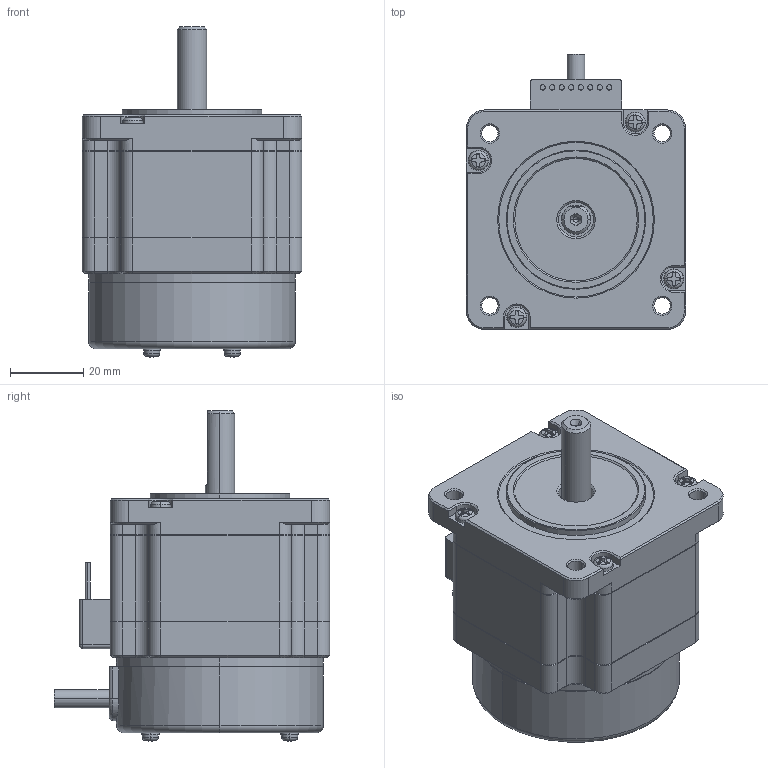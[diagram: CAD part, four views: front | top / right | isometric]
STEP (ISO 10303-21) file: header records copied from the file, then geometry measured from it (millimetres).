
FILE_DESCRIPTION(('Creo Elements/Direct Modeling STEP Export'),'2;1');
FILE_NAME('TSP2601N1001.stp','2014-09-10T16:49:03',(''),(''),'Creo Elements/Direct Modeling STEP processor for AP203 (Solid Model)','Creo Elements/Direct Modeling 17.0F 20-Aug-2012 (C) Parametric Technology GmbH','');
FILE_SCHEMA(('CONFIG_CONTROL_DESIGN'));
Length unit declared in the file: millimetre
Products named in the file (1): Skin_Group1
Bounding box: 60 x 75.3 x 90.27 mm (x, y, z)
Volume: 196575.9 mm3; surface area: 23336.3 mm2
Topology: 1 solids, 1 shells, 474 faces, 1193 edges, 747 vertices
Faces by surface type: plane 202, cylinder 151, cone 92, torus 15, sphere 14
Entity records: 17760 total; most frequent: CARTESIAN_POINT 2659, ORIENTED_EDGE 2378, DIRECTION 2356, EDGE_CURVE 1189, AXIS2_PLACEMENT_3D 857, VERTEX_POINT 747, VECTOR 642, LINE 642
